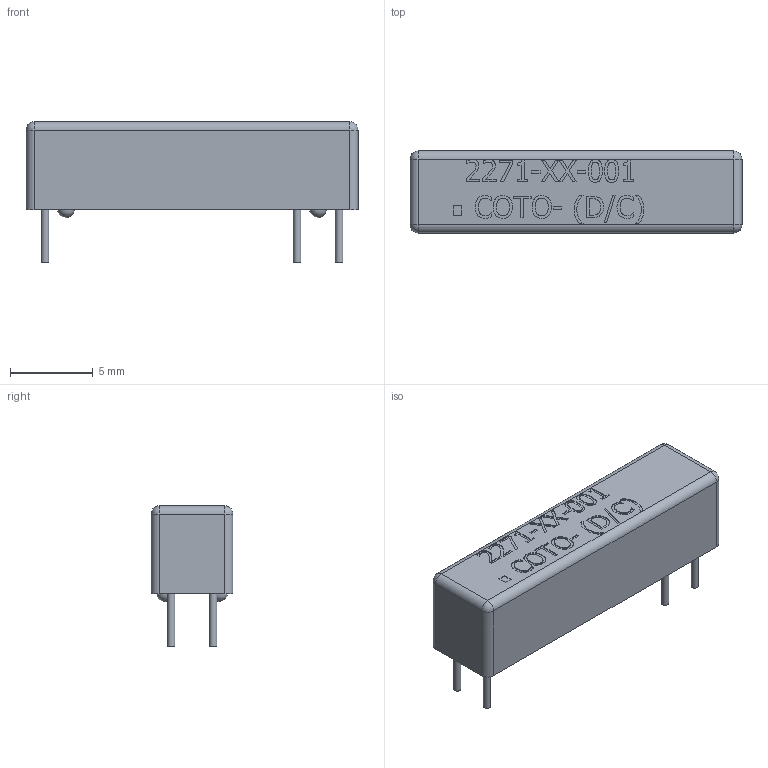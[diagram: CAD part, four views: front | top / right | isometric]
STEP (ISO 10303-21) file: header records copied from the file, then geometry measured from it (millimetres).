
FILE_DESCRIPTION((''),'2;1');
FILE_NAME('2271-XX-001 (A).stp','2013-06-06T09:55:57',('odafonseca'),(''),'Autodesk Inventor 2013','Autodesk Inventor 2013','');
FILE_SCHEMA(('AUTOMOTIVE_DESIGN { 1 0 10303 214 1 1 1 1 }'));
Length unit declared in the file: inch
Products named in the file (1): 2271-XX-001 (A)
Bounding box: 20.07 x 4.95 x 8.48 mm (x, y, z)
Volume: 524.8 mm3; surface area: 481.3 mm2
Topology: 1 solids, 1 shells, 309 faces, 818 edges, 540 vertices
Faces by surface type: plane 156, bspline 128, cylinder 17, sphere 8
Full cylindrical faces by diameter (mm): 0.457 x5
Entity records: 10378 total; most frequent: CARTESIAN_POINT 3303, ORIENTED_EDGE 1594, DIRECTION 943, EDGE_CURVE 797, VERTEX_POINT 532, VECTOR 503, LINE 503, EDGE_LOOP 351
